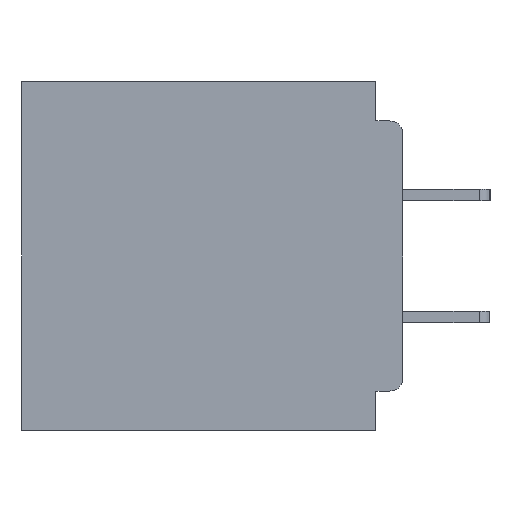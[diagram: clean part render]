
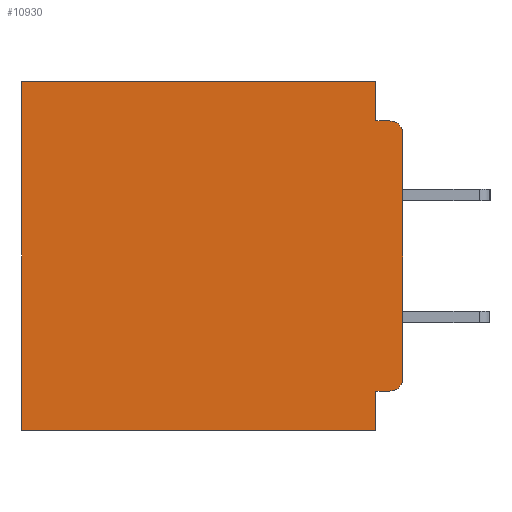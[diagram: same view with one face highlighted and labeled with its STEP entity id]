
A CAD part, left-side view. The second image highlights one B-rep face of the part: STEP entity #10930.
In plain terms, the highlighted planar face has unit normal (-1, 0, 0).
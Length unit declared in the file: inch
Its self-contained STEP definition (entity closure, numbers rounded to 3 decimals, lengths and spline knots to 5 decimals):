
#26 = CIRCLE ( 'NONE', #3863, 0.015 ) ;
#220 = CARTESIAN_POINT ( 'NONE',  ( 0.3, 0., -0.4 ) ) ;
#236 = VERTEX_POINT ( 'NONE', #13918 ) ;
#292 = DIRECTION ( 'NONE',  ( 0., 0., -1. ) ) ;
#1339 = DIRECTION ( 'NONE',  ( 0., 0., -1. ) ) ;
#1457 = EDGE_CURVE ( 'NONE', #31675, #30222, #26, .T. ) ;
#1641 = DIRECTION ( 'NONE',  ( 0., 1., 0. ) ) ;
#1689 = VERTEX_POINT ( 'NONE', #9581 ) ;
#2129 = LINE ( 'NONE', #28032, #30554 ) ;
#2274 = CARTESIAN_POINT ( 'NONE',  ( 0.3, 0.031, 0. ) ) ;
#2300 = CARTESIAN_POINT ( 'NONE',  ( 0.3, 0.437, -0.4 ) ) ;
#2574 = ORIENTED_EDGE ( 'NONE', *, *, #3143, .F. ) ;
#2744 = EDGE_LOOP ( 'NONE', ( #34362, #23902, #34800, #2574, #36081, #25714, #30135, #34429, #23079, #4894 ) ) ;
#2975 = LINE ( 'NONE', #2300, #7056 ) ;
#3143 = EDGE_CURVE ( 'NONE', #32407, #36417, #15633, .T. ) ;
#3863 = AXIS2_PLACEMENT_3D ( 'NONE', #8913, #5193, #292 ) ;
#4086 = LINE ( 'NONE', #35445, #34130 ) ;
#4110 = LINE ( 'NONE', #32169, #24100 ) ;
#4894 = ORIENTED_EDGE ( 'NONE', *, *, #5338, .T. ) ;
#5193 = DIRECTION ( 'NONE',  ( -1., 0., 0. ) ) ;
#5338 = EDGE_CURVE ( 'NONE', #1689, #236, #28190, .T. ) ;
#6200 = DIRECTION ( 'NONE',  ( 0., 0., -1. ) ) ;
#7043 = EDGE_CURVE ( 'NONE', #7853, #20337, #4110, .T. ) ;
#7056 = VECTOR ( 'NONE', #13811, 39.37008 ) ;
#7477 = CARTESIAN_POINT ( 'NONE',  ( 0.3, 0.031, 0. ) ) ;
#7853 = VERTEX_POINT ( 'NONE', #23502 ) ;
#8913 = CARTESIAN_POINT ( 'NONE',  ( 0.3, 0.015, -0.06 ) ) ;
#9581 = CARTESIAN_POINT ( 'NONE',  ( 0.3, 0.015, -0.355 ) ) ;
#10670 = CARTESIAN_POINT ( 'NONE',  ( 0.3, 0., -0.06 ) ) ;
#10930 = ADVANCED_FACE ( 'NONE', ( #13923 ), #15593, .F. ) ;
#11747 = CARTESIAN_POINT ( 'NONE',  ( 0.3, 0.437, -0.4 ) ) ;
#12105 = AXIS2_PLACEMENT_3D ( 'NONE', #21174, #18427, #1339 ) ;
#12491 = CARTESIAN_POINT ( 'NONE',  ( 0.3, 0., 0. ) ) ;
#12653 = CARTESIAN_POINT ( 'NONE',  ( 0.3, 0., -0.355 ) ) ;
#13305 = EDGE_CURVE ( 'NONE', #32407, #27615, #16834, .T. ) ;
#13698 = EDGE_CURVE ( 'NONE', #31675, #236, #30912, .T. ) ;
#13811 = DIRECTION ( 'NONE',  ( 0., 0., -1. ) ) ;
#13918 = CARTESIAN_POINT ( 'NONE',  ( 0.3, 0., -0.34 ) ) ;
#13923 = FACE_OUTER_BOUND ( 'NONE', #2744, .T. ) ;
#13984 = DIRECTION ( 'NONE',  ( 0., -1., 0. ) ) ;
#14139 = VECTOR ( 'NONE', #23035, 39.37008 ) ;
#15593 = PLANE ( 'NONE',  #12105 ) ;
#15633 = LINE ( 'NONE', #7477, #29747 ) ;
#15670 = AXIS2_PLACEMENT_3D ( 'NONE', #17596, #33352, #32770 ) ;
#16834 = LINE ( 'NONE', #12491, #36451 ) ;
#17047 = CARTESIAN_POINT ( 'NONE',  ( 0.3, 0.031, -0.4 ) ) ;
#17596 = CARTESIAN_POINT ( 'NONE',  ( 0.3, 0.015, -0.34 ) ) ;
#17904 = CARTESIAN_POINT ( 'NONE',  ( 0.3, 0.437, 0. ) ) ;
#18171 = DIRECTION ( 'NONE',  ( 0., 1., 0. ) ) ;
#18209 = VERTEX_POINT ( 'NONE', #11747 ) ;
#18427 = DIRECTION ( 'NONE',  ( 1., 0., 0. ) ) ;
#18634 = VECTOR ( 'NONE', #18171, 39.37008 ) ;
#20337 = VERTEX_POINT ( 'NONE', #17047 ) ;
#20882 = EDGE_CURVE ( 'NONE', #27615, #18209, #2975, .T. ) ;
#21174 = CARTESIAN_POINT ( 'NONE',  ( 0.3, 0., -0.4 ) ) ;
#22294 = DIRECTION ( 'NONE',  ( 0., 0., -1. ) ) ;
#23035 = DIRECTION ( 'NONE',  ( 0., 0., -1. ) ) ;
#23079 = ORIENTED_EDGE ( 'NONE', *, *, #30716, .F. ) ;
#23142 = EDGE_CURVE ( 'NONE', #36417, #30222, #2129, .T. ) ;
#23502 = CARTESIAN_POINT ( 'NONE',  ( 0.3, 0.031, -0.355 ) ) ;
#23902 = ORIENTED_EDGE ( 'NONE', *, *, #1457, .T. ) ;
#24100 = VECTOR ( 'NONE', #6200, 39.37008 ) ;
#25714 = ORIENTED_EDGE ( 'NONE', *, *, #20882, .T. ) ;
#26642 = DIRECTION ( 'NONE',  ( 0., 1., 0. ) ) ;
#26699 = EDGE_CURVE ( 'NONE', #20337, #18209, #4086, .T. ) ;
#27615 = VERTEX_POINT ( 'NONE', #17904 ) ;
#28032 = CARTESIAN_POINT ( 'NONE',  ( 0.3, 0., -0.045 ) ) ;
#28190 = CIRCLE ( 'NONE', #15670, 0.015 ) ;
#29420 = CARTESIAN_POINT ( 'NONE',  ( 0.3, 0.031, -0.045 ) ) ;
#29747 = VECTOR ( 'NONE', #22294, 39.37008 ) ;
#30135 = ORIENTED_EDGE ( 'NONE', *, *, #26699, .F. ) ;
#30222 = VERTEX_POINT ( 'NONE', #35669 ) ;
#30554 = VECTOR ( 'NONE', #13984, 39.37008 ) ;
#30716 = EDGE_CURVE ( 'NONE', #1689, #7853, #33609, .T. ) ;
#30912 = LINE ( 'NONE', #220, #14139 ) ;
#31675 = VERTEX_POINT ( 'NONE', #10670 ) ;
#32169 = CARTESIAN_POINT ( 'NONE',  ( 0.3, 0.031, -0.4 ) ) ;
#32407 = VERTEX_POINT ( 'NONE', #2274 ) ;
#32770 = DIRECTION ( 'NONE',  ( 0., 0., -1. ) ) ;
#33352 = DIRECTION ( 'NONE',  ( -1., 0., 0. ) ) ;
#33609 = LINE ( 'NONE', #12653, #18634 ) ;
#34130 = VECTOR ( 'NONE', #1641, 39.37008 ) ;
#34362 = ORIENTED_EDGE ( 'NONE', *, *, #13698, .F. ) ;
#34429 = ORIENTED_EDGE ( 'NONE', *, *, #7043, .F. ) ;
#34800 = ORIENTED_EDGE ( 'NONE', *, *, #23142, .F. ) ;
#35445 = CARTESIAN_POINT ( 'NONE',  ( 0.3, 0., -0.4 ) ) ;
#35669 = CARTESIAN_POINT ( 'NONE',  ( 0.3, 0.015, -0.045 ) ) ;
#36081 = ORIENTED_EDGE ( 'NONE', *, *, #13305, .T. ) ;
#36417 = VERTEX_POINT ( 'NONE', #29420 ) ;
#36451 = VECTOR ( 'NONE', #26642, 39.37008 ) ;
